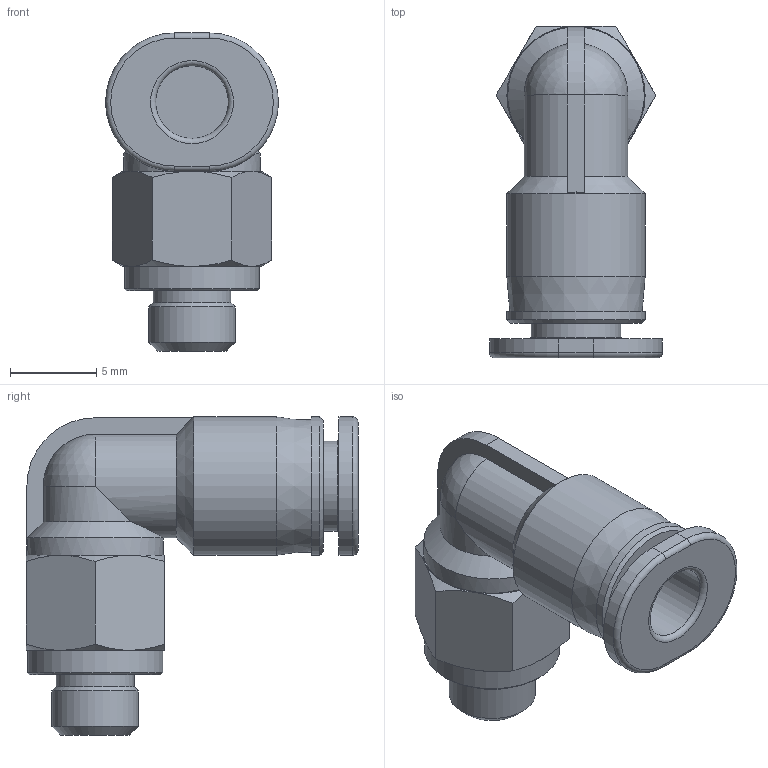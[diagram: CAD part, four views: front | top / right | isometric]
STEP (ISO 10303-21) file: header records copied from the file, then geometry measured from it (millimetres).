
FILE_DESCRIPTION(/* description */ (''),/* implementation_level */ '2;1');
FILE_NAME(/* name */ 'iqsml_m54.stp',/* time_stamp */ '2020-11-03T10:28:16+01:00',/* author */ ('leitheußer'),/* organization */ (''),/* preprocessor_version */ 'ST-DEVELOPER v16.13',/* originating_system */ 'Autodesk Inventor LT',/* authorisation */ ', , ');
FILE_SCHEMA (('AUTOMOTIVE_DESIGN { 1 0 10303 214 3 1 1 }'));
Length unit declared in the file: millimetre
Products named in the file (1): PL04M5C-mdt
Bounding box: 10 x 19.2 x 18.4 mm (x, y, z)
Volume: 1048.5 mm3; surface area: 1083.5 mm2
Topology: 1 solids, 1 shells, 76 faces, 167 edges, 99 vertices
Faces by surface type: plane 30, cone 20, cylinder 19, torus 5, sphere 2
Full cylindrical faces by diameter (mm): 4.2 x1, 4.5 x1, 5 x1, 5.2 x1, 6 x1, 7 x1, 7.8 x1, 7.9 x1, 8 x2
Entity records: 1918 total; most frequent: CARTESIAN_POINT 381, DIRECTION 327, ORIENTED_EDGE 284, AXIS2_PLACEMENT_3D 141, EDGE_CURVE 139, EDGE_LOOP 102, VERTEX_POINT 91, FACE_OUTER_BOUND 76
